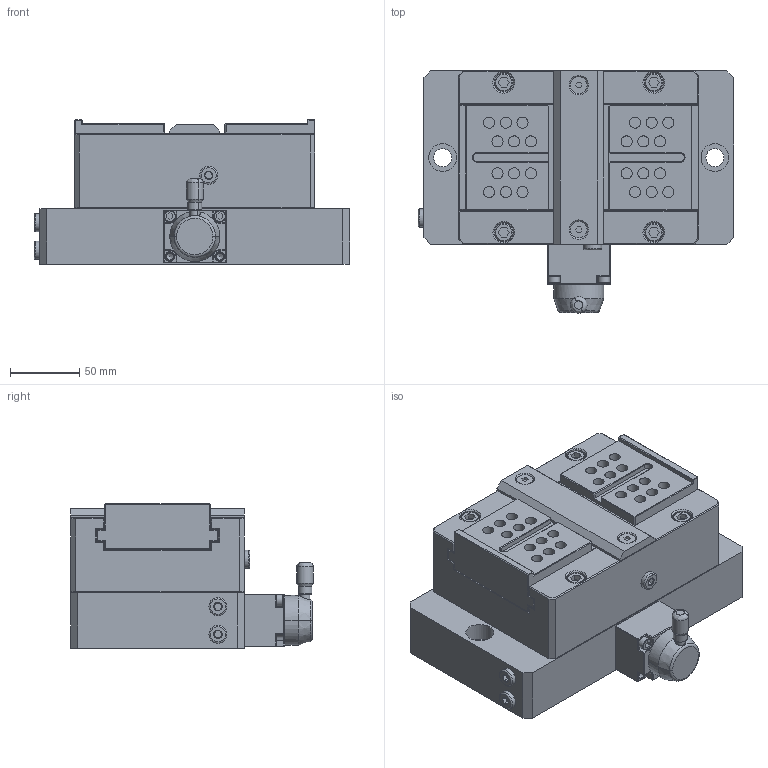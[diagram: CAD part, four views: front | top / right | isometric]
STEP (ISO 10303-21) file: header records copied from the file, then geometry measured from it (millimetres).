
FILE_DESCRIPTION(/* description */ (''),/* implementation_level */ '2;1');
FILE_NAME(/* name */ '',/* time_stamp */ '2024-01-08T16:23:15+08:00',/* author */ (''),/* organization */ (''),/* preprocessor_version */ 'ST-DEVELOPER v11',/* originating_system */ 'SIEMENS PLM Software NX 7.0',/* authorisation */ '');
FILE_SCHEMA (('CONFIG_CONTROL_DESIGN'));
Length unit declared in the file: millimetre
Products named in the file (1): Admi9F10tmqq
Bounding box: 227 x 174.7 x 104 mm (x, y, z)
Volume: 2315022.8 mm3; surface area: 338254.2 mm2
Topology: 21 solids, 21 shells, 1048 faces, 2511 edges, 1621 vertices
Faces by surface type: plane 725, cylinder 189, cone 93, torus 19, extrusion 16, bspline 6
Full cylindrical faces by diameter (mm): 4.2 x5, 4.3 x3, 5 x11, 5.5 x1, 6 x9, 6.7 x8, 8 x38, 8.5 x7, 9 x7, 10 x5, 10.5 x1, 12 x12, 13 x9, 14 x4, 16 x1, 18 x1, 20 x5, 49.8 x1, 55 x3, 84.8 x2, 89.9 x3, 90 x1, 94 x1, 100 x1
Entity records: 29173 total; most frequent: CARTESIAN_POINT 5972, DIRECTION 4640, ORIENTED_EDGE 4360, EDGE_CURVE 2180, VECTOR 1648, LINE 1632, VERTEX_POINT 1533, AXIS2_PLACEMENT_3D 1496
